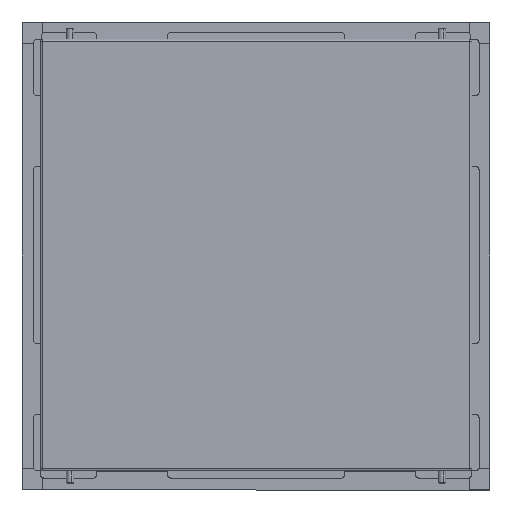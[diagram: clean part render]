
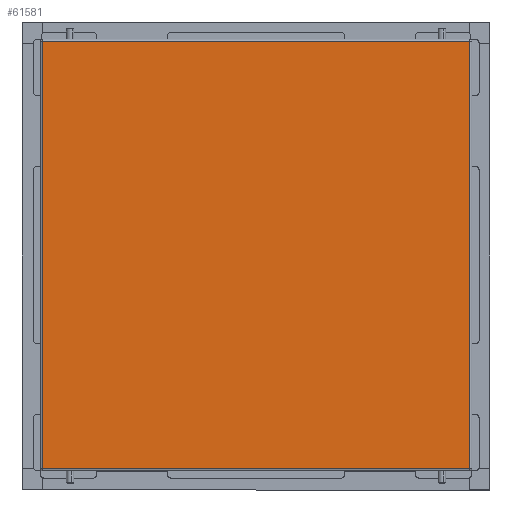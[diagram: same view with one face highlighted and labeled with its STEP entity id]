
A CAD part, front view. The second image highlights one B-rep face of the part: STEP entity #61581.
In plain terms, the highlighted planar face has unit normal (0, -1, 0).
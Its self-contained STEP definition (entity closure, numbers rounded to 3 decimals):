
#1637 = CARTESIAN_POINT ( 'NONE',  ( 2.947, 12.148, 519.265 ) ) ;
#17454 = EDGE_CURVE ( 'NONE', #154282, #205187, #163476, .T. ) ;
#26594 = PLANE ( 'NONE',  #180932 ) ;
#34143 = DIRECTION ( 'NONE',  ( -1., 0., 0. ) ) ;
#39733 = VERTEX_POINT ( 'NONE', #122777 ) ;
#49108 = ORIENTED_EDGE ( 'NONE', *, *, #75403, .T. ) ;
#57997 = DIRECTION ( 'NONE',  ( 0., 1., 0. ) ) ;
#59045 = CARTESIAN_POINT ( 'NONE',  ( 0.547, 12.148, 521.665 ) ) ;
#61581 = ADVANCED_FACE ( 'NONE', ( #91522 ), #26594, .F. ) ;
#63085 = LINE ( 'NONE', #187092, #207079 ) ;
#67943 = ORIENTED_EDGE ( 'NONE', *, *, #79289, .T. ) ;
#68088 = VECTOR ( 'NONE', #34143, 1000. ) ;
#73169 = LINE ( 'NONE', #137250, #185699 ) ;
#75237 = DIRECTION ( 'NONE',  ( 0., 0., 1. ) ) ;
#75403 = EDGE_CURVE ( 'NONE', #205187, #39733, #63085, .T. ) ;
#79289 = EDGE_CURVE ( 'NONE', #110626, #154282, #193667, .T. ) ;
#82939 = ORIENTED_EDGE ( 'NONE', *, *, #17454, .T. ) ;
#83596 = CARTESIAN_POINT ( 'NONE',  ( 2.947, 12.148, 521.665 ) ) ;
#84299 = CARTESIAN_POINT ( 'NONE',  ( 518.147, 12.148, 519.265 ) ) ;
#91522 = FACE_OUTER_BOUND ( 'NONE', #160901, .T. ) ;
#95983 = EDGE_CURVE ( 'NONE', #39733, #110626, #73169, .T. ) ;
#110626 = VERTEX_POINT ( 'NONE', #84299 ) ;
#114122 = DIRECTION ( 'NONE',  ( 0., 0., -1. ) ) ;
#122777 = CARTESIAN_POINT ( 'NONE',  ( 518.147, 12.148, 4.065 ) ) ;
#137250 = CARTESIAN_POINT ( 'NONE',  ( 518.147, 12.148, 521.665 ) ) ;
#140873 = DIRECTION ( 'NONE',  ( 0., 0., 1. ) ) ;
#142864 = DIRECTION ( 'NONE',  ( 1., 0., 0. ) ) ;
#142921 = ORIENTED_EDGE ( 'NONE', *, *, #95983, .T. ) ;
#154282 = VERTEX_POINT ( 'NONE', #1637 ) ;
#160901 = EDGE_LOOP ( 'NONE', ( #142921, #67943, #82939, #49108 ) ) ;
#163476 = LINE ( 'NONE', #83596, #163906 ) ;
#163906 = VECTOR ( 'NONE', #114122, 1000. ) ;
#176319 = CARTESIAN_POINT ( 'NONE',  ( 2.947, 12.148, 4.065 ) ) ;
#177867 = CARTESIAN_POINT ( 'NONE',  ( 0.547, 12.148, 519.265 ) ) ;
#180932 = AXIS2_PLACEMENT_3D ( 'NONE', #59045, #57997, #140873 ) ;
#185699 = VECTOR ( 'NONE', #75237, 1000. ) ;
#187092 = CARTESIAN_POINT ( 'NONE',  ( 0.547, 12.148, 4.065 ) ) ;
#193667 = LINE ( 'NONE', #177867, #68088 ) ;
#205187 = VERTEX_POINT ( 'NONE', #176319 ) ;
#207079 = VECTOR ( 'NONE', #142864, 1000. ) ;
